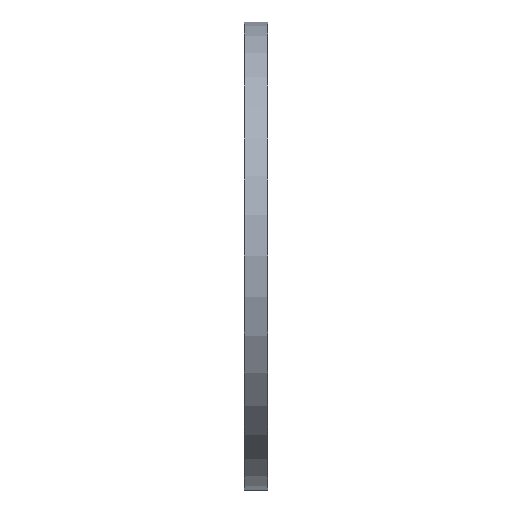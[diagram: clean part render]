
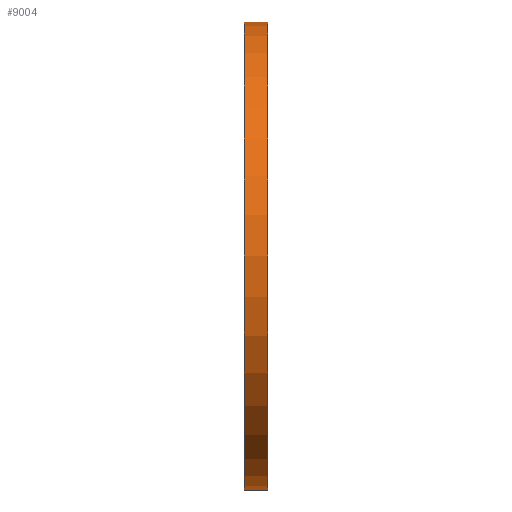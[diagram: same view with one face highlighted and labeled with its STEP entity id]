
A CAD part, left-side view. The second image highlights one B-rep face of the part: STEP entity #9004.
In plain terms, the highlighted cylindrical face has radius 40 mm (diameter 80 mm), a partial arc.
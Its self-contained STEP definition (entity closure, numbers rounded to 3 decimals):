
#192 = CIRCLE ( 'NONE', #12248, 40. ) ;
#540 = VERTEX_POINT ( 'NONE', #3787 ) ;
#560 = EDGE_CURVE ( 'NONE', #15372, #540, #14151, .T. ) ;
#816 = ORIENTED_EDGE ( 'NONE', *, *, #560, .T. ) ;
#1287 = AXIS2_PLACEMENT_3D ( 'NONE', #4249, #9421, #5597 ) ;
#1676 = DIRECTION ( 'NONE',  ( 0., 1., 0. ) ) ;
#1939 = DIRECTION ( 'NONE',  ( 0., 0., 1. ) ) ;
#2019 = CARTESIAN_POINT ( 'NONE',  ( 0., 4., 40. ) ) ;
#2050 = EDGE_LOOP ( 'NONE', ( #13051, #3092, #816, #14465 ) ) ;
#2304 = VERTEX_POINT ( 'NONE', #3746 ) ;
#2657 = VECTOR ( 'NONE', #15567, 1000. ) ;
#2767 = AXIS2_PLACEMENT_3D ( 'NONE', #4234, #1676, #14990 ) ;
#3092 = ORIENTED_EDGE ( 'NONE', *, *, #16223, .F. ) ;
#3244 = FACE_OUTER_BOUND ( 'NONE', #2050, .T. ) ;
#3307 = CARTESIAN_POINT ( 'NONE',  ( 0., 4., 0. ) ) ;
#3718 = LINE ( 'NONE', #2019, #2657 ) ;
#3746 = CARTESIAN_POINT ( 'NONE',  ( 0., 4., 40. ) ) ;
#3787 = CARTESIAN_POINT ( 'NONE',  ( 0., 0., -40. ) ) ;
#4234 = CARTESIAN_POINT ( 'NONE',  ( 0., 0., 0. ) ) ;
#4249 = CARTESIAN_POINT ( 'NONE',  ( 0., 4., 0. ) ) ;
#4670 = DIRECTION ( 'NONE',  ( 0., 1., 0. ) ) ;
#5597 = DIRECTION ( 'NONE',  ( 0., 0., -1. ) ) ;
#5686 = VERTEX_POINT ( 'NONE', #11827 ) ;
#6153 = EDGE_CURVE ( 'NONE', #2304, #5686, #3718, .T. ) ;
#8370 = EDGE_CURVE ( 'NONE', #540, #5686, #16046, .T. ) ;
#9004 = ADVANCED_FACE ( 'NONE', ( #3244 ), #13919, .T. ) ;
#9421 = DIRECTION ( 'NONE',  ( 0., -1., 0. ) ) ;
#11827 = CARTESIAN_POINT ( 'NONE',  ( 0., 0., 40. ) ) ;
#12248 = AXIS2_PLACEMENT_3D ( 'NONE', #3307, #4670, #1939 ) ;
#12778 = CARTESIAN_POINT ( 'NONE',  ( 0., 4., -40. ) ) ;
#13051 = ORIENTED_EDGE ( 'NONE', *, *, #6153, .F. ) ;
#13648 = CARTESIAN_POINT ( 'NONE',  ( 0., 4., -40. ) ) ;
#13919 = CYLINDRICAL_SURFACE ( 'NONE', #1287, 40. ) ;
#14151 = LINE ( 'NONE', #13648, #14782 ) ;
#14465 = ORIENTED_EDGE ( 'NONE', *, *, #8370, .T. ) ;
#14782 = VECTOR ( 'NONE', #14997, 1000. ) ;
#14990 = DIRECTION ( 'NONE',  ( 0., 0., 1. ) ) ;
#14997 = DIRECTION ( 'NONE',  ( 0., -1., 0. ) ) ;
#15372 = VERTEX_POINT ( 'NONE', #12778 ) ;
#15567 = DIRECTION ( 'NONE',  ( 0., -1., 0. ) ) ;
#16046 = CIRCLE ( 'NONE', #2767, 40. ) ;
#16223 = EDGE_CURVE ( 'NONE', #15372, #2304, #192, .T. ) ;
